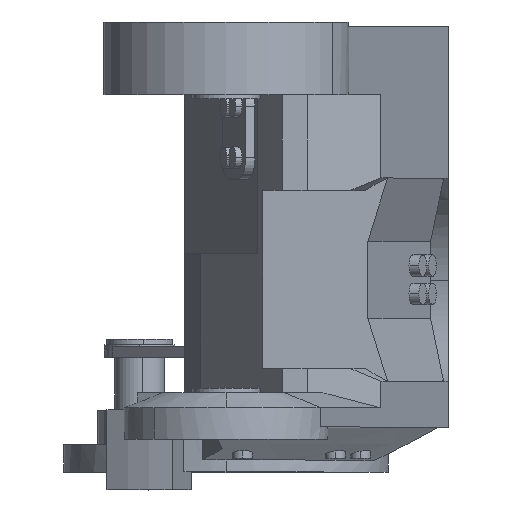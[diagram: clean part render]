
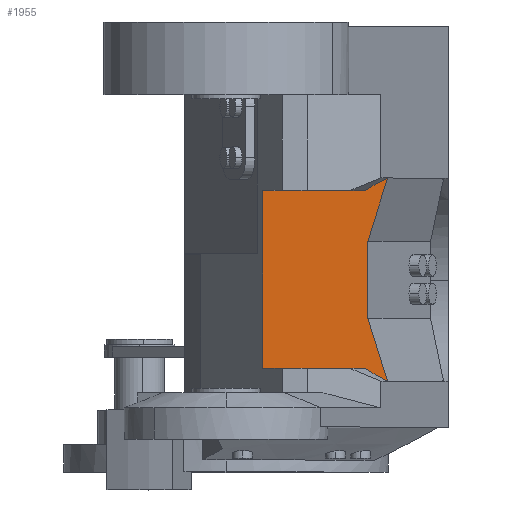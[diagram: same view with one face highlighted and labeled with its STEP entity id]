
A CAD part, top view. The second image highlights one B-rep face of the part: STEP entity #1955.
In plain terms, the highlighted planar face has unit normal (0, 0, 1).
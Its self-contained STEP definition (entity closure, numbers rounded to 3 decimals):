
#234 = DIRECTION ( 'NONE',  ( 0.3, -0.954, 0. ) ) ;
#277 = CARTESIAN_POINT ( 'NONE',  ( 831.522, 2756.558, 2700. ) ) ;
#294 = CARTESIAN_POINT ( 'NONE',  ( 585.626, -208., 2700. ) ) ;
#340 = VECTOR ( 'NONE', #2290, 1000. ) ;
#466 = DIRECTION ( 'NONE',  ( -1., 0., 0. ) ) ;
#612 = ORIENTED_EDGE ( 'NONE', *, *, #3175, .T. ) ;
#1169 = DIRECTION ( 'NONE',  ( 0., -1., 0. ) ) ;
#1299 = CARTESIAN_POINT ( 'NONE',  ( 825.987, -208., 2700. ) ) ;
#1304 = FACE_OUTER_BOUND ( 'NONE', #2802, .T. ) ;
#1346 = VERTEX_POINT ( 'NONE', #2349 ) ;
#1459 = CARTESIAN_POINT ( 'NONE',  ( 825.987, 208., 2700. ) ) ;
#1461 = CARTESIAN_POINT ( 'NONE',  ( 918.315, -208., 2700. ) ) ;
#1464 = ORIENTED_EDGE ( 'NONE', *, *, #1898, .F. ) ;
#1542 = VERTEX_POINT ( 'NONE', #2067 ) ;
#1590 =( BOUNDED_CURVE ( )  B_SPLINE_CURVE ( 3, ( #1299, #2465, #2988, #4625 ),
 .UNSPECIFIED., .F., .F. ) 
 B_SPLINE_CURVE_WITH_KNOTS ( ( 4, 4 ),
 ( 0.915, 1.13 ),
 .UNSPECIFIED. ) 
 CURVE ( )  GEOMETRIC_REPRESENTATION_ITEM ( )  RATIONAL_B_SPLINE_CURVE ( ( 1., 0.996, 0.996, 1. ) ) 
 REPRESENTATION_ITEM ( '' )  );
#1721 = CARTESIAN_POINT ( 'NONE',  ( 877.899, 237.407, 2700. ) ) ;
#1765 = CARTESIAN_POINT ( 'NONE',  ( 918.315, 208., 2700. ) ) ;
#1801 = EDGE_CURVE ( 'NONE', #1346, #1542, #4964, .T. ) ;
#1851 = VECTOR ( 'NONE', #5013, 1000. ) ;
#1898 = EDGE_CURVE ( 'NONE', #4903, #5171, #4575, .T. ) ;
#1913 = ORIENTED_EDGE ( 'NONE', *, *, #3507, .T. ) ;
#1914 = VERTEX_POINT ( 'NONE', #5019 ) ;
#1944 = VECTOR ( 'NONE', #234, 1000. ) ;
#1955 = ADVANCED_FACE ( 'NONE', ( #1304 ), #5486, .T. ) ;
#2067 = CARTESIAN_POINT ( 'NONE',  ( 831.522, -90., 2700. ) ) ;
#2076 = CARTESIAN_POINT ( 'NONE',  ( 918.315, 208., 2700. ) ) ;
#2162 = VERTEX_POINT ( 'NONE', #2439 ) ;
#2290 = DIRECTION ( 'NONE',  ( -1., 0., 0. ) ) ;
#2349 = CARTESIAN_POINT ( 'NONE',  ( 831.522, 90., 2700. ) ) ;
#2439 = CARTESIAN_POINT ( 'NONE',  ( 877.899, -237.407, 2700. ) ) ;
#2465 = CARTESIAN_POINT ( 'NONE',  ( 842.117, -219.514, 2700. ) ) ;
#2470 = VERTEX_POINT ( 'NONE', #1459 ) ;
#2502 = DIRECTION ( 'NONE',  ( 0., 1., 0. ) ) ;
#2615 = CARTESIAN_POINT ( 'NONE',  ( 825.987, 208., 2700. ) ) ;
#2661 = VECTOR ( 'NONE', #4915, 1000. ) ;
#2793 = VERTEX_POINT ( 'NONE', #3319 ) ;
#2802 = EDGE_LOOP ( 'NONE', ( #1464, #4934, #4708, #3166, #2964, #612, #4614, #1913 ) ) ;
#2964 = ORIENTED_EDGE ( 'NONE', *, *, #1801, .F. ) ;
#2988 = CARTESIAN_POINT ( 'NONE',  ( 859.488, -229.354, 2700. ) ) ;
#3156 = LINE ( 'NONE', #4841, #1944 ) ;
#3166 = ORIENTED_EDGE ( 'NONE', *, *, #3831, .F. ) ;
#3175 = EDGE_CURVE ( 'NONE', #1346, #1914, #5294, .T. ) ;
#3211 = LINE ( 'NONE', #1461, #340 ) ;
#3231 = CARTESIAN_POINT ( 'NONE',  ( 873.121, 222.219, 2700. ) ) ;
#3319 = CARTESIAN_POINT ( 'NONE',  ( 825.987, -208., 2700. ) ) ;
#3326 = LINE ( 'NONE', #2076, #1851 ) ;
#3391 = VECTOR ( 'NONE', #2502, 1000. ) ;
#3455 = EDGE_CURVE ( 'NONE', #2793, #2162, #1590, .T. ) ;
#3507 = EDGE_CURVE ( 'NONE', #2470, #5171, #3326, .T. ) ;
#3691 = CARTESIAN_POINT ( 'NONE',  ( 585.626, -2548.558, 2700. ) ) ;
#3753 = EDGE_CURVE ( 'NONE', #2793, #4903, #3211, .T. ) ;
#3831 = EDGE_CURVE ( 'NONE', #1542, #2162, #3156, .T. ) ;
#3834 = VECTOR ( 'NONE', #1169, 1000. ) ;
#3920 = CARTESIAN_POINT ( 'NONE',  ( 585.626, 208., 2700. ) ) ;
#4246 = CARTESIAN_POINT ( 'NONE',  ( 842.117, 219.514, 2700. ) ) ;
#4373 = EDGE_CURVE ( 'NONE', #2470, #1914, #5022, .T. ) ;
#4575 = LINE ( 'NONE', #3691, #3391 ) ;
#4614 = ORIENTED_EDGE ( 'NONE', *, *, #4373, .F. ) ;
#4625 = CARTESIAN_POINT ( 'NONE',  ( 877.899, -237.407, 2700. ) ) ;
#4632 = AXIS2_PLACEMENT_3D ( 'NONE', #1765, #4633, #466 ) ;
#4633 = DIRECTION ( 'NONE',  ( 0., 0., 1. ) ) ;
#4708 = ORIENTED_EDGE ( 'NONE', *, *, #3455, .T. ) ;
#4841 = CARTESIAN_POINT ( 'NONE',  ( 754.028, 156.312, 2700. ) ) ;
#4903 = VERTEX_POINT ( 'NONE', #294 ) ;
#4915 = DIRECTION ( 'NONE',  ( 0.3, 0.954, 0. ) ) ;
#4934 = ORIENTED_EDGE ( 'NONE', *, *, #3753, .F. ) ;
#4964 = LINE ( 'NONE', #277, #3834 ) ;
#5013 = DIRECTION ( 'NONE',  ( -1., 0., 0. ) ) ;
#5019 = CARTESIAN_POINT ( 'NONE',  ( 877.899, 237.407, 2700. ) ) ;
#5022 =( BOUNDED_CURVE ( )  B_SPLINE_CURVE ( 3, ( #2615, #4246, #5078, #1721 ),
 .UNSPECIFIED., .F., .F. ) 
 B_SPLINE_CURVE_WITH_KNOTS ( ( 4, 4 ),
 ( 0.915, 1.13 ),
 .UNSPECIFIED. ) 
 CURVE ( )  GEOMETRIC_REPRESENTATION_ITEM ( )  RATIONAL_B_SPLINE_CURVE ( ( 1., 0.996, 0.996, 1. ) ) 
 REPRESENTATION_ITEM ( '' )  );
#5078 = CARTESIAN_POINT ( 'NONE',  ( 859.488, 229.354, 2700. ) ) ;
#5171 = VERTEX_POINT ( 'NONE', #3920 ) ;
#5294 = LINE ( 'NONE', #3231, #2661 ) ;
#5486 = PLANE ( 'NONE',  #4632 ) ;
